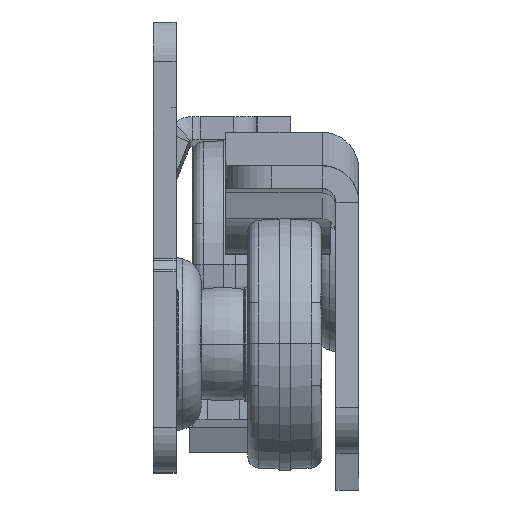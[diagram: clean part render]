
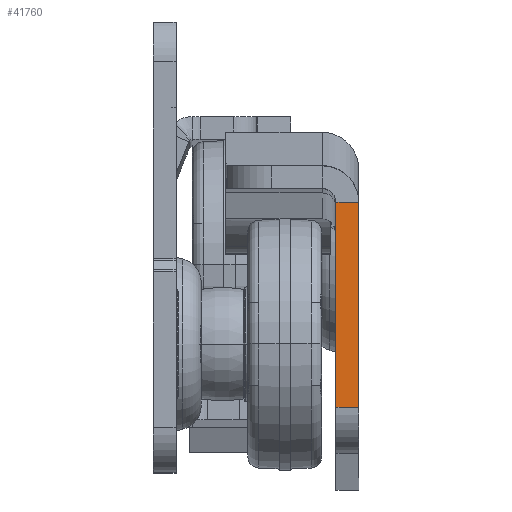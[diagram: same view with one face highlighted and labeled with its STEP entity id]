
A CAD part, top view. The second image highlights one B-rep face of the part: STEP entity #41760.
In plain terms, the highlighted face is planar.
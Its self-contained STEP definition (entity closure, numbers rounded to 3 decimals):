
#1665 = DIRECTION ( 'NONE',  ( 1., 0., 0. ) ) ;
#3865 = VERTEX_POINT ( 'NONE', #31329 ) ;
#4084 = LINE ( 'NONE', #48766, #15980 ) ;
#5443 = DIRECTION ( 'NONE',  ( 0., 0., 1. ) ) ;
#6145 = VERTEX_POINT ( 'NONE', #7514 ) ;
#6218 = PLANE ( 'NONE',  #30040 ) ;
#6987 = EDGE_CURVE ( 'NONE', #35918, #3865, #4084, .T. ) ;
#7514 = CARTESIAN_POINT ( 'NONE',  ( -2., -7.75, 445.5 ) ) ;
#8662 = ORIENTED_EDGE ( 'NONE', *, *, #37615, .T. ) ;
#10539 = ORIENTED_EDGE ( 'NONE', *, *, #6987, .F. ) ;
#12314 = DIRECTION ( 'NONE',  ( 0., -1., 0. ) ) ;
#14264 = CARTESIAN_POINT ( 'NONE',  ( 0., 10.226, 445.5 ) ) ;
#15980 = VECTOR ( 'NONE', #12314, 1000. ) ;
#18127 = VECTOR ( 'NONE', #1665, 1000. ) ;
#18434 = FACE_OUTER_BOUND ( 'NONE', #30690, .T. ) ;
#19409 = CARTESIAN_POINT ( 'NONE',  ( -2., 10.226, 445.5 ) ) ;
#20967 = ORIENTED_EDGE ( 'NONE', *, *, #41484, .F. ) ;
#21839 = LINE ( 'NONE', #51328, #18127 ) ;
#22156 = DIRECTION ( 'NONE',  ( 1., 0., 0. ) ) ;
#24869 = VECTOR ( 'NONE', #37101, 1000. ) ;
#27910 = DIRECTION ( 'NONE',  ( 0., -1., 0. ) ) ;
#30040 = AXIS2_PLACEMENT_3D ( 'NONE', #45590, #5443, #22156 ) ;
#30690 = EDGE_LOOP ( 'NONE', ( #20967, #8662, #48504, #10539 ) ) ;
#31329 = CARTESIAN_POINT ( 'NONE',  ( 0., -7.75, 445.5 ) ) ;
#31483 = EDGE_CURVE ( 'NONE', #6145, #3865, #21839, .T. ) ;
#31883 = LINE ( 'NONE', #48169, #46823 ) ;
#32316 = CARTESIAN_POINT ( 'NONE',  ( -2., 10.226, 445.5 ) ) ;
#35918 = VERTEX_POINT ( 'NONE', #14264 ) ;
#37101 = DIRECTION ( 'NONE',  ( 1., 0., 0. ) ) ;
#37615 = EDGE_CURVE ( 'NONE', #51469, #6145, #31883, .T. ) ;
#41484 = EDGE_CURVE ( 'NONE', #51469, #35918, #52597, .T. ) ;
#41760 = ADVANCED_FACE ( 'NONE', ( #18434 ), #6218, .T. ) ;
#45590 = CARTESIAN_POINT ( 'NONE',  ( -2., -11.75, 445.5 ) ) ;
#46823 = VECTOR ( 'NONE', #27910, 1000. ) ;
#48169 = CARTESIAN_POINT ( 'NONE',  ( -2., -11.75, 445.5 ) ) ;
#48504 = ORIENTED_EDGE ( 'NONE', *, *, #31483, .T. ) ;
#48766 = CARTESIAN_POINT ( 'NONE',  ( 0., -11.75, 445.5 ) ) ;
#51328 = CARTESIAN_POINT ( 'NONE',  ( -2., -7.75, 445.5 ) ) ;
#51469 = VERTEX_POINT ( 'NONE', #19409 ) ;
#52597 = LINE ( 'NONE', #32316, #24869 ) ;
